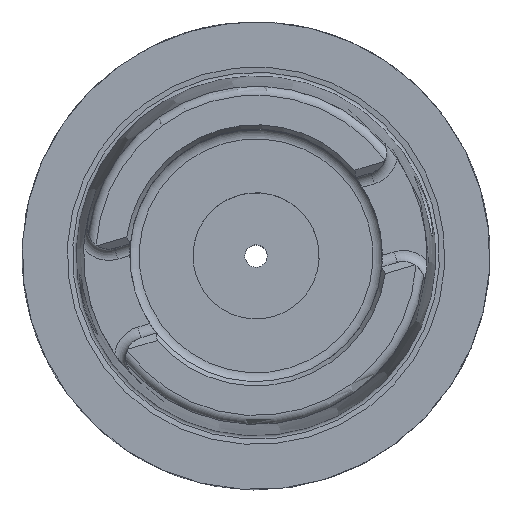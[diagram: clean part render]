
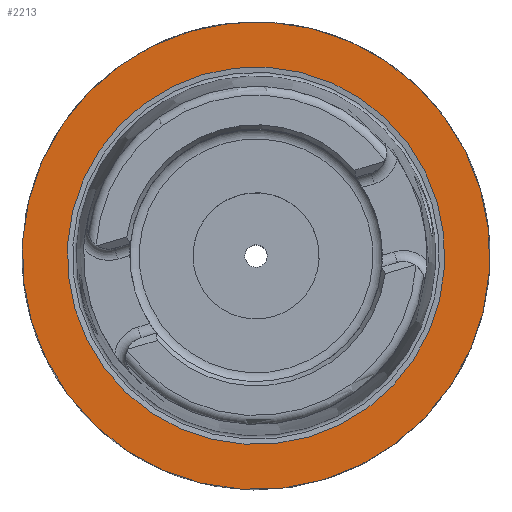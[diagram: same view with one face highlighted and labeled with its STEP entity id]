
A CAD part, top view. The second image highlights one B-rep face of the part: STEP entity #2213.
In plain terms, the highlighted planar face has unit normal (0, 0, 1).
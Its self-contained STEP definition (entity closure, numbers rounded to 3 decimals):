
#252=CIRCLE('',#2455,25.42);
#253=CIRCLE('',#2456,31.5);
#618=ORIENTED_EDGE('',*,*,#1149,.F.);
#619=ORIENTED_EDGE('',*,*,#1150,.T.);
#1149=EDGE_CURVE('',#1402,#1402,#252,.T.);
#1150=EDGE_CURVE('',#1403,#1403,#253,.T.);
#1402=VERTEX_POINT('',#3918);
#1403=VERTEX_POINT('',#3920);
#1737=EDGE_LOOP('',(#618));
#1738=EDGE_LOOP('',(#619));
#1953=FACE_BOUND('',#1737,.T.);
#1954=FACE_BOUND('',#1738,.T.);
#2137=PLANE('',#2454);
#2213=ADVANCED_FACE('',(#1953,#1954),#2137,.F.);
#2454=AXIS2_PLACEMENT_3D('',#3916,#2987,#2988);
#2455=AXIS2_PLACEMENT_3D('',#3917,#2989,#2990);
#2456=AXIS2_PLACEMENT_3D('',#3919,#2991,#2992);
#2987=DIRECTION('',(0.,0.,-1.));
#2988=DIRECTION('',(-0.281,0.96,0.));
#2989=DIRECTION('',(0.,0.,1.));
#2990=DIRECTION('',(0.96,0.281,0.));
#2991=DIRECTION('',(0.,0.,1.));
#2992=DIRECTION('',(0.96,0.281,0.));
#3916=CARTESIAN_POINT('',(-7.154,24.393,0.));
#3917=CARTESIAN_POINT('',(0.,0.,0.));
#3918=CARTESIAN_POINT('',(24.393,7.154,0.));
#3919=CARTESIAN_POINT('',(0.,0.,0.));
#3920=CARTESIAN_POINT('',(30.227,8.865,0.));
